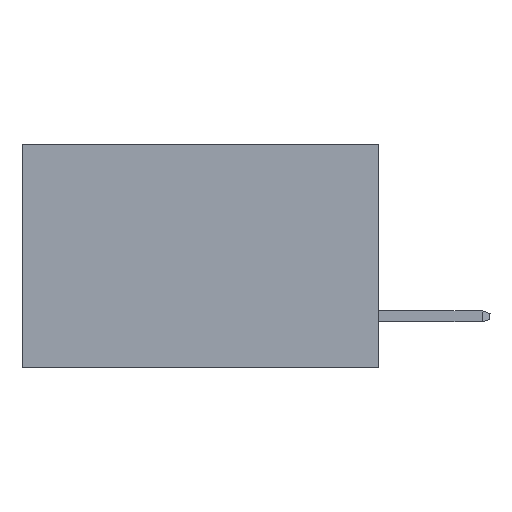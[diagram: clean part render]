
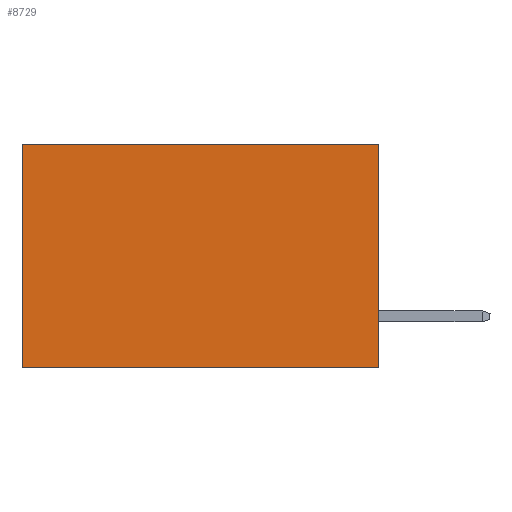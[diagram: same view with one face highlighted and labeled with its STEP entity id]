
A CAD part, left-side view. The second image highlights one B-rep face of the part: STEP entity #8729.
In plain terms, the highlighted planar face has unit normal (-1, 0, 0).
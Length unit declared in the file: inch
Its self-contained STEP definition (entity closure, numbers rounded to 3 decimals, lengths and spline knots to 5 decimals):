
#10 = EDGE_CURVE ( 'NONE', #1215, #7079, #8398, .T. ) ;
#363 = CARTESIAN_POINT ( 'NONE',  ( 0.277, 0., 0. ) ) ;
#387 = PLANE ( 'NONE',  #8472 ) ;
#449 = DIRECTION ( 'NONE',  ( 0., 0., -1. ) ) ;
#474 = CARTESIAN_POINT ( 'NONE',  ( 0.277, 0., -0.37 ) ) ;
#475 = CARTESIAN_POINT ( 'NONE',  ( 0.277, 0., -0.37 ) ) ;
#1043 = VECTOR ( 'NONE', #7842, 39.37008 ) ;
#1081 = DIRECTION ( 'NONE',  ( 0., 0., -1. ) ) ;
#1215 = VERTEX_POINT ( 'NONE', #6557 ) ;
#1312 = ORIENTED_EDGE ( 'NONE', *, *, #7696, .F. ) ;
#1736 = CARTESIAN_POINT ( 'NONE',  ( 0.277, 0., -0.37 ) ) ;
#1800 = VERTEX_POINT ( 'NONE', #3267 ) ;
#2195 = ORIENTED_EDGE ( 'NONE', *, *, #10, .F. ) ;
#2715 = LINE ( 'NONE', #4912, #7688 ) ;
#3267 = CARTESIAN_POINT ( 'NONE',  ( 0.277, 0.59, -0.37 ) ) ;
#3686 = ORIENTED_EDGE ( 'NONE', *, *, #7928, .T. ) ;
#3717 = VERTEX_POINT ( 'NONE', #4253 ) ;
#4253 = CARTESIAN_POINT ( 'NONE',  ( 0.277, 0.59, 0. ) ) ;
#4610 = DIRECTION ( 'NONE',  ( 0., 1., 0. ) ) ;
#4864 = LINE ( 'NONE', #474, #6243 ) ;
#4912 = CARTESIAN_POINT ( 'NONE',  ( 0.277, 0.59, -0.37 ) ) ;
#5059 = EDGE_LOOP ( 'NONE', ( #3686, #1312, #2195, #8685 ) ) ;
#5219 = DIRECTION ( 'NONE',  ( 1., 0., 0. ) ) ;
#6124 = FACE_OUTER_BOUND ( 'NONE', #5059, .T. ) ;
#6243 = VECTOR ( 'NONE', #4610, 39.37008 ) ;
#6557 = CARTESIAN_POINT ( 'NONE',  ( 0.277, 0., 0. ) ) ;
#6667 = VECTOR ( 'NONE', #449, 39.37008 ) ;
#7079 = VERTEX_POINT ( 'NONE', #7174 ) ;
#7174 = CARTESIAN_POINT ( 'NONE',  ( 0.277, 0., -0.37 ) ) ;
#7688 = VECTOR ( 'NONE', #8230, 39.37008 ) ;
#7696 = EDGE_CURVE ( 'NONE', #7079, #1800, #4864, .T. ) ;
#7842 = DIRECTION ( 'NONE',  ( 0., 1., 0. ) ) ;
#7928 = EDGE_CURVE ( 'NONE', #3717, #1800, #2715, .T. ) ;
#8083 = LINE ( 'NONE', #363, #1043 ) ;
#8230 = DIRECTION ( 'NONE',  ( 0., 0., -1. ) ) ;
#8398 = LINE ( 'NONE', #475, #6667 ) ;
#8472 = AXIS2_PLACEMENT_3D ( 'NONE', #1736, #5219, #1081 ) ;
#8685 = ORIENTED_EDGE ( 'NONE', *, *, #8693, .T. ) ;
#8693 = EDGE_CURVE ( 'NONE', #1215, #3717, #8083, .T. ) ;
#8729 = ADVANCED_FACE ( 'NONE', ( #6124 ), #387, .F. ) ;
